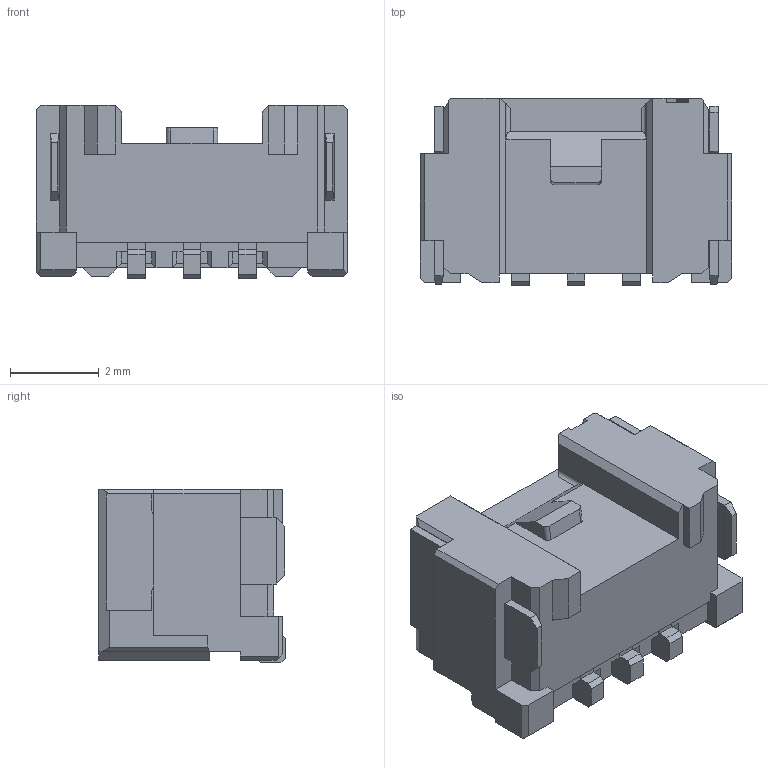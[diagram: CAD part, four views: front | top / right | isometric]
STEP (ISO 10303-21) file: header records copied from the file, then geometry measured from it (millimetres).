
FILE_DESCRIPTION(('FreeCAD Model'),'2;1');
FILE_NAME('Micro-Lock_3P.step','2019-01-21T16:13:44',( 'kicad StepUp'),('ksu MCAD'),'Open CASCADE STEP processor 7.2', 'FreeCAD','Unknown');
FILE_SCHEMA(('AUTOMOTIVE_DESIGN { 1 0 10303 214 1 1 1 1 }'));
Length unit declared in the file: millimetre
Products named in the file (3): _055680371; SOLID; COMPOUND
Assembly tree (2 placements, depth 2):
  _055680371
    SOLID
    COMPOUND
Bounding box: 7 x 4.2 x 3.9 mm (x, y, z)
Volume: 59.8 mm3; surface area: 218 mm2
Topology: 1 solids, 1 shells, 264 faces, 770 edges, 572 vertices
Faces by surface type: plane 236, cylinder 24, cone 4
Entity records: 8905 total; most frequent: CARTESIAN_POINT 1695, ORIENTED_EDGE 1500, DIRECTION 1334, EDGE_CURVE 750, LINE 716, VECTOR 716, VERTEX_POINT 492, AXIS2_PLACEMENT_3D 309
